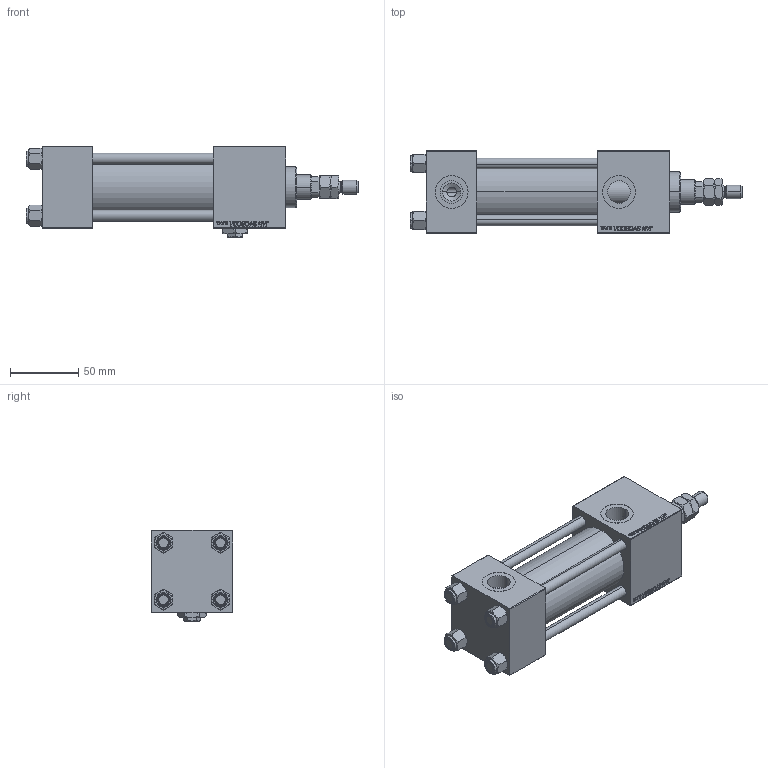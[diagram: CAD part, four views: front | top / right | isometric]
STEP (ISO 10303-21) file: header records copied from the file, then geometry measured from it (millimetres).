
FILE_DESCRIPTION (( 'STEP AP203' ), '1' );
FILE_NAME ('cfe5.STEP', '2023-08-23T06:57:13', ( '' ), ( '' ), 'SwSTEP 2.0', 'SolidWorks 2019', '' );
FILE_SCHEMA (( 'CONFIG_CONTROL_DESIGN' ));
Length unit declared in the file: millimetre
Products named in the file (8): V215CR_VCP_C 5ec56783c2791d81d853b32eb313922e; V215CR_C_Body 5ec56783c2791d81d853b32eb313922e; cfe5; Zatka_pro_OIL_PORT 5ec56783c2791d81d853b32eb313922e; NUT_M5_C 5ec56783c2791d81d853b32eb313922e; V215_VC_A 5ec56783c2791d81d853b32eb313922e; V215CR_C_TYCINKA 5ec56783c2791d81d853b32eb313922e; MTA 5ec56783c2791d81d853b32eb313922e
Assembly tree (13 placements, depth 2):
  cfe5
    V215CR_C_Body 5ec56783c2791d81d853b32eb313922e
    V215CR_VCP_C 5ec56783c2791d81d853b32eb313922e
    NUT_M5_C 5ec56783c2791d81d853b32eb313922e  x4
    V215CR_C_TYCINKA 5ec56783c2791d81d853b32eb313922e  x4
    V215_VC_A 5ec56783c2791d81d853b32eb313922e
    MTA 5ec56783c2791d81d853b32eb313922e
    Zatka_pro_OIL_PORT 5ec56783c2791d81d853b32eb313922e
Bounding box: 243 x 60 x 67 mm (x, y, z)
Volume: 430988.5 mm3; surface area: 121151.7 mm2
Topology: 13 solids, 13 shells, 1245 faces, 3089 edges, 1989 vertices
Faces by surface type: plane 565, bspline 392, cone 184, cylinder 94, torus 10
Entity records: 53493 total; most frequent: CARTESIAN_POINT 28198, ORIENTED_EDGE 5670, DIRECTION 3679, EDGE_CURVE 2835, VERTEX_POINT 1845, LINE 1651, VECTOR 1651, EDGE_LOOP 1258
